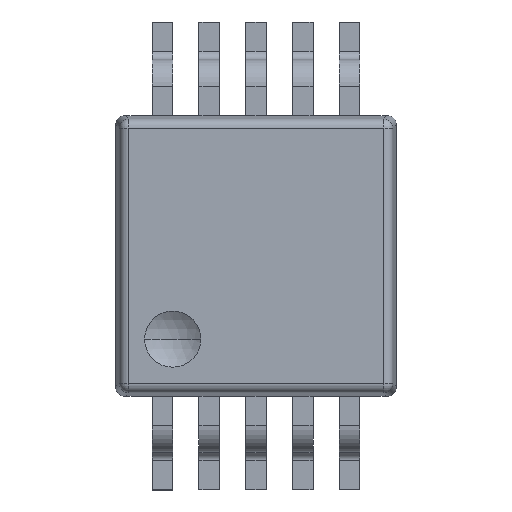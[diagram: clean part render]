
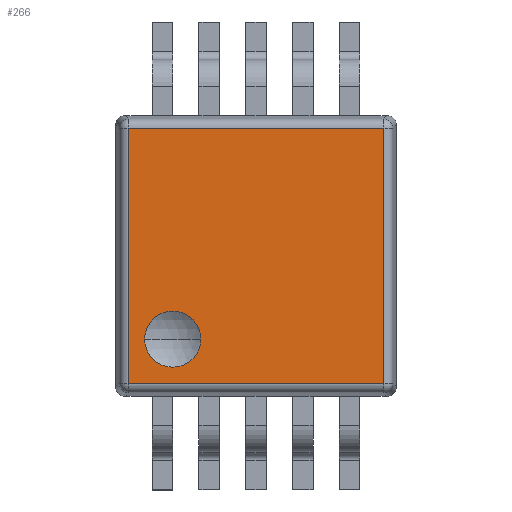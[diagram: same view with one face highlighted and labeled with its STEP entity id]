
A CAD part, top view. The second image highlights one B-rep face of the part: STEP entity #266.
In plain terms, the highlighted planar face has unit normal (0, 0, 1).
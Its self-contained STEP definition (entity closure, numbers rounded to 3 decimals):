
#266 = ADVANCED_FACE ( 'NONE', ( #2665, #2509 ), #4543, .T. ) ;
#354 = DIRECTION ( 'NONE',  ( 0., 0., 1. ) ) ;
#415 = CARTESIAN_POINT ( 'NONE',  ( -1.362, -1.5, 1.1 ) ) ;
#944 = DIRECTION ( 'NONE',  ( 0., -1., 0. ) ) ;
#983 = EDGE_LOOP ( 'NONE', ( #4806, #1719 ) ) ;
#1217 = VECTOR ( 'NONE', #944, 1000. ) ;
#1304 = CARTESIAN_POINT ( 'NONE',  ( 1.362, -1.5, 1.1 ) ) ;
#1380 = LINE ( 'NONE', #4915, #4754 ) ;
#1395 = EDGE_CURVE ( 'NONE', #4639, #2430, #1380, .T. ) ;
#1423 = CARTESIAN_POINT ( 'NONE',  ( -1.5, -1.5, 1.1 ) ) ;
#1649 = DIRECTION ( 'NONE',  ( 1., 0., 0. ) ) ;
#1707 = DIRECTION ( 'NONE',  ( 0., 0., 1. ) ) ;
#1719 = ORIENTED_EDGE ( 'NONE', *, *, #2349, .F. ) ;
#1847 = CIRCLE ( 'NONE', #6284, 0.3 ) ;
#1924 = VERTEX_POINT ( 'NONE', #5531 ) ;
#1930 = EDGE_CURVE ( 'NONE', #2022, #3085, #6055, .T. ) ;
#2022 = VERTEX_POINT ( 'NONE', #2660 ) ;
#2308 = VECTOR ( 'NONE', #6365, 1000. ) ;
#2349 = EDGE_CURVE ( 'NONE', #1924, #4449, #1847, .T. ) ;
#2413 = DIRECTION ( 'NONE',  ( 1., 0., 0. ) ) ;
#2430 = VERTEX_POINT ( 'NONE', #3339 ) ;
#2509 = FACE_OUTER_BOUND ( 'NONE', #5968, .T. ) ;
#2527 = DIRECTION ( 'NONE',  ( 1., 0., 0. ) ) ;
#2660 = CARTESIAN_POINT ( 'NONE',  ( -1.362, -1.362, 1.1 ) ) ;
#2665 = FACE_BOUND ( 'NONE', #983, .T. ) ;
#2820 = CARTESIAN_POINT ( 'NONE',  ( -0.89, -0.89, 1.1 ) ) ;
#2850 = CIRCLE ( 'NONE', #3057, 0.3 ) ;
#2867 = LINE ( 'NONE', #1304, #2308 ) ;
#3057 = AXIS2_PLACEMENT_3D ( 'NONE', #2820, #354, #2413 ) ;
#3067 = ORIENTED_EDGE ( 'NONE', *, *, #1930, .T. ) ;
#3085 = VERTEX_POINT ( 'NONE', #3935 ) ;
#3249 = DIRECTION ( 'NONE',  ( 1., 0., 0. ) ) ;
#3277 = VECTOR ( 'NONE', #2527, 1000. ) ;
#3339 = CARTESIAN_POINT ( 'NONE',  ( -1.362, 1.362, 1.1 ) ) ;
#3343 = ORIENTED_EDGE ( 'NONE', *, *, #1395, .T. ) ;
#3437 = EDGE_CURVE ( 'NONE', #2430, #2022, #3470, .T. ) ;
#3470 = LINE ( 'NONE', #415, #1217 ) ;
#3935 = CARTESIAN_POINT ( 'NONE',  ( 1.362, -1.362, 1.1 ) ) ;
#4449 = VERTEX_POINT ( 'NONE', #4517 ) ;
#4505 = DIRECTION ( 'NONE',  ( 0., 0., 1. ) ) ;
#4517 = CARTESIAN_POINT ( 'NONE',  ( -0.59, -0.89, 1.1 ) ) ;
#4543 = PLANE ( 'NONE',  #5780 ) ;
#4639 = VERTEX_POINT ( 'NONE', #5515 ) ;
#4754 = VECTOR ( 'NONE', #5846, 1000. ) ;
#4766 = ORIENTED_EDGE ( 'NONE', *, *, #5274, .T. ) ;
#4806 = ORIENTED_EDGE ( 'NONE', *, *, #4974, .F. ) ;
#4915 = CARTESIAN_POINT ( 'NONE',  ( -1.5, 1.362, 1.1 ) ) ;
#4974 = EDGE_CURVE ( 'NONE', #4449, #1924, #2850, .T. ) ;
#5007 = ORIENTED_EDGE ( 'NONE', *, *, #3437, .T. ) ;
#5079 = CARTESIAN_POINT ( 'NONE',  ( -1.5, -1.362, 1.1 ) ) ;
#5274 = EDGE_CURVE ( 'NONE', #3085, #4639, #2867, .T. ) ;
#5515 = CARTESIAN_POINT ( 'NONE',  ( 1.362, 1.362, 1.1 ) ) ;
#5531 = CARTESIAN_POINT ( 'NONE',  ( -1.19, -0.89, 1.1 ) ) ;
#5780 = AXIS2_PLACEMENT_3D ( 'NONE', #1423, #4505, #1649 ) ;
#5846 = DIRECTION ( 'NONE',  ( -1., 0., 0. ) ) ;
#5968 = EDGE_LOOP ( 'NONE', ( #3067, #4766, #3343, #5007 ) ) ;
#6055 = LINE ( 'NONE', #5079, #3277 ) ;
#6284 = AXIS2_PLACEMENT_3D ( 'NONE', #6313, #1707, #3249 ) ;
#6313 = CARTESIAN_POINT ( 'NONE',  ( -0.89, -0.89, 1.1 ) ) ;
#6365 = DIRECTION ( 'NONE',  ( 0., 1., 0. ) ) ;
